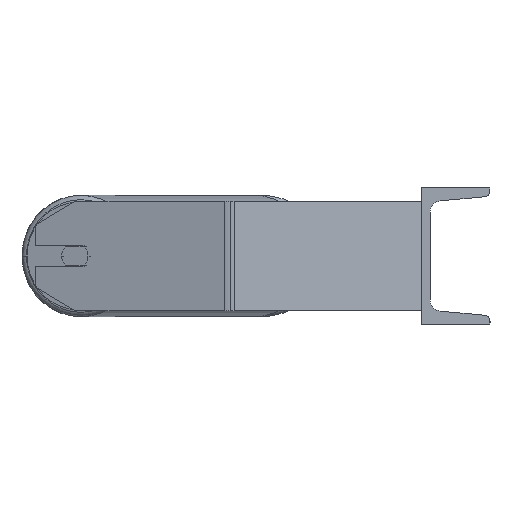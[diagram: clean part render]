
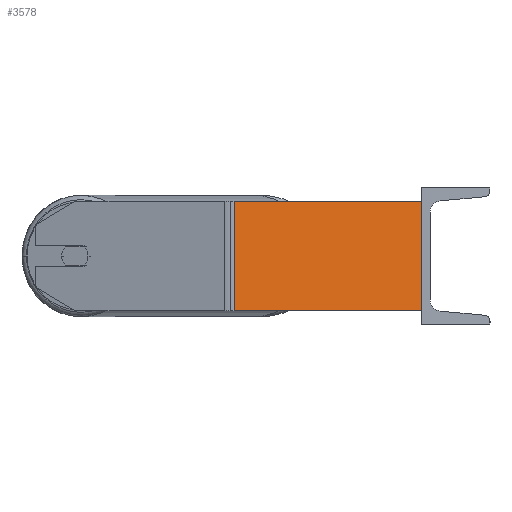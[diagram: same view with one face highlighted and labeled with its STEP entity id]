
A CAD part, left-side view. The second image highlights one B-rep face of the part: STEP entity #3578.
In plain terms, the highlighted planar face has unit normal (-0.985, -0.174, 0).
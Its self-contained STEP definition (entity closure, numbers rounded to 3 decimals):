
#618 = ORIENTED_EDGE ( 'NONE', *, *, #2368, .T. ) ;
#880 = CARTESIAN_POINT ( 'NONE',  ( -809.28, 137.696, -40. ) ) ;
#894 = DIRECTION ( 'NONE',  ( 0., 0., -1. ) ) ;
#1736 = VECTOR ( 'NONE', #894, 1000. ) ;
#2368 = EDGE_CURVE ( 'NONE', #6157, #6654, #5104, .T. ) ;
#2661 = DIRECTION ( 'NONE',  ( -0.174, 0.985, 0. ) ) ;
#3303 = ORIENTED_EDGE ( 'NONE', *, *, #6670, .F. ) ;
#3367 = ORIENTED_EDGE ( 'NONE', *, *, #8839, .F. ) ;
#3402 = FACE_OUTER_BOUND ( 'NONE', #6475, .T. ) ;
#3529 = CARTESIAN_POINT ( 'NONE',  ( -785., 0., 40. ) ) ;
#3541 = LINE ( 'NONE', #4367, #5154 ) ;
#3578 = ADVANCED_FACE ( 'NONE', ( #3402 ), #6163, .F. ) ;
#3666 = CARTESIAN_POINT ( 'NONE',  ( -809.896, 141.19, 40. ) ) ;
#3739 = EDGE_CURVE ( 'NONE', #6654, #8477, #3541, .T. ) ;
#3758 = DIRECTION ( 'NONE',  ( 0., 0., -1. ) ) ;
#4088 = VECTOR ( 'NONE', #3758, 1000. ) ;
#4367 = CARTESIAN_POINT ( 'NONE',  ( -809.896, 141.19, -40. ) ) ;
#4411 = CARTESIAN_POINT ( 'NONE',  ( -809.28, 137.696, 40. ) ) ;
#4556 = AXIS2_PLACEMENT_3D ( 'NONE', #8973, #6973, #2661 ) ;
#5104 = LINE ( 'NONE', #4411, #4088 ) ;
#5154 = VECTOR ( 'NONE', #6347, 1000. ) ;
#5354 = VERTEX_POINT ( 'NONE', #3529 ) ;
#5533 = CARTESIAN_POINT ( 'NONE',  ( -809.28, 137.696, 40. ) ) ;
#5740 = DIRECTION ( 'NONE',  ( 0.174, -0.985, 0. ) ) ;
#6110 = ORIENTED_EDGE ( 'NONE', *, *, #3739, .T. ) ;
#6157 = VERTEX_POINT ( 'NONE', #5533 ) ;
#6163 = PLANE ( 'NONE',  #4556 ) ;
#6347 = DIRECTION ( 'NONE',  ( 0.174, -0.985, 0. ) ) ;
#6475 = EDGE_LOOP ( 'NONE', ( #6110, #3367, #3303, #618 ) ) ;
#6654 = VERTEX_POINT ( 'NONE', #880 ) ;
#6670 = EDGE_CURVE ( 'NONE', #6157, #5354, #7998, .T. ) ;
#6905 = CARTESIAN_POINT ( 'NONE',  ( -785., 0., -40. ) ) ;
#6973 = DIRECTION ( 'NONE',  ( 0.985, 0.174, 0. ) ) ;
#7296 = CARTESIAN_POINT ( 'NONE',  ( -785., 0., 40. ) ) ;
#7865 = LINE ( 'NONE', #7296, #1736 ) ;
#7998 = LINE ( 'NONE', #3666, #8405 ) ;
#8405 = VECTOR ( 'NONE', #5740, 1000. ) ;
#8477 = VERTEX_POINT ( 'NONE', #6905 ) ;
#8839 = EDGE_CURVE ( 'NONE', #5354, #8477, #7865, .T. ) ;
#8973 = CARTESIAN_POINT ( 'NONE',  ( -809.896, 141.19, 40. ) ) ;
